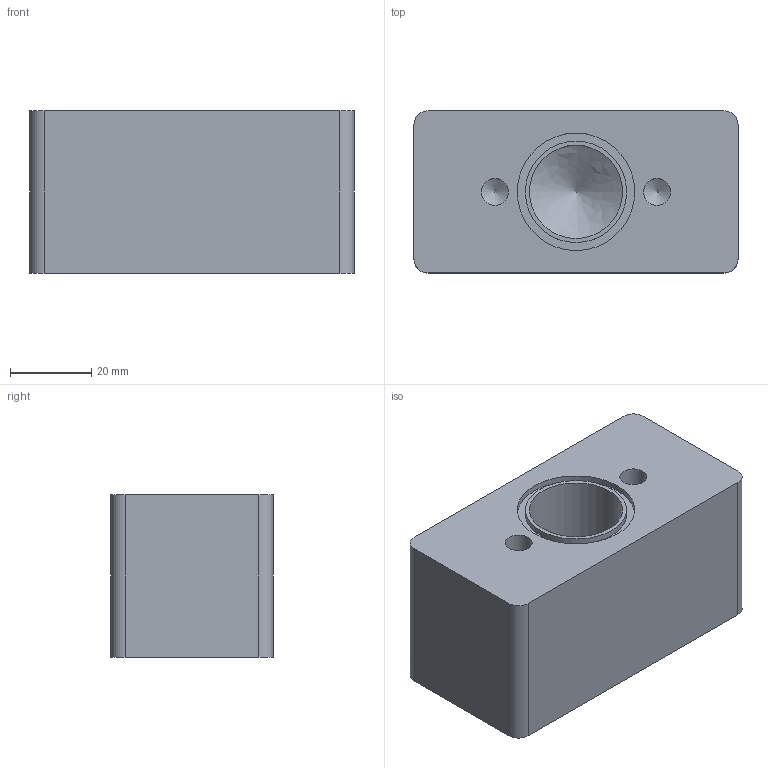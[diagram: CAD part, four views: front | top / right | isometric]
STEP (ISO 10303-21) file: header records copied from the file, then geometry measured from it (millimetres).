
FILE_DESCRIPTION((''),'2;1');
FILE_NAME('SD0202N.stp','2009-08-10T15:18:48',('teddy iii'),(''),'Autodesk Inventor 11','Autodesk Inventor 11','');
FILE_SCHEMA(('AUTOMOTIVE_DESIGN { 1 0 10303 214 1 1 1 1 }'));
Length unit declared in the file: millimetre
Products named in the file (1): SD0202N
Bounding box: 80 x 40 x 40 mm (x, y, z)
Volume: 114681.2 mm3; surface area: 19078.4 mm2
Topology: 1 solids, 1 shells, 20 faces, 48 edges, 32 vertices
Faces by surface type: plane 8, bspline 6, cylinder 6
Full cylindrical faces by diameter (mm): 25 x1, 29 x1
Entity records: 597 total; most frequent: CARTESIAN_POINT 183, DIRECTION 82, ORIENTED_EDGE 68, EDGE_CURVE 34, AXIS2_PLACEMENT_3D 33, EDGE_LOOP 30, VERTEX_POINT 26, FACE_OUTER_BOUND 20
